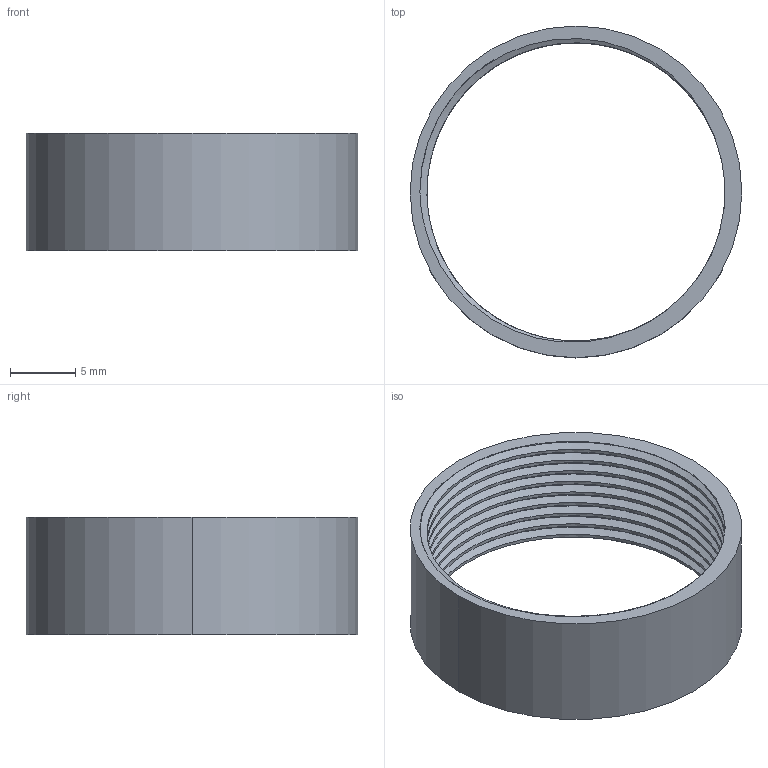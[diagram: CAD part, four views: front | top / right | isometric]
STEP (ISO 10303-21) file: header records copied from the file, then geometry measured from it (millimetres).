
FILE_DESCRIPTION (( 'STEP AP203' ), '1' );
FILE_NAME ('ecrou m24.STEP', '2024-07-17T09:43:09', ( '' ), ( '' ), 'SwSTEP 2.0', 'SolidWorks 2019', '' );
FILE_SCHEMA (( 'CONFIG_CONTROL_DESIGN' ));
Length unit declared in the file: millimetre
Products named in the file (1): ecrou m24
Bounding box: 25.5 x 25.5 x 9 mm (x, y, z)
Volume: 729.2 mm3; surface area: 1958 mm2
Topology: 1 solids, 1 shells, 26 faces, 71 edges, 47 vertices
Faces by surface type: cylinder 21, bspline 3, plane 2
Entity records: 3398 total; most frequent: CARTESIAN_POINT 2790, ORIENTED_EDGE 142, DIRECTION 80, EDGE_CURVE 71, VERTEX_POINT 47, AXIS2_PLACEMENT_3D 30, EDGE_LOOP 28, ADVANCED_FACE 26
